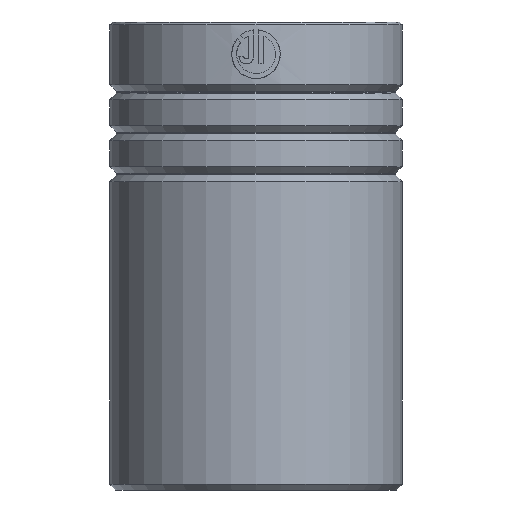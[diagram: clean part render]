
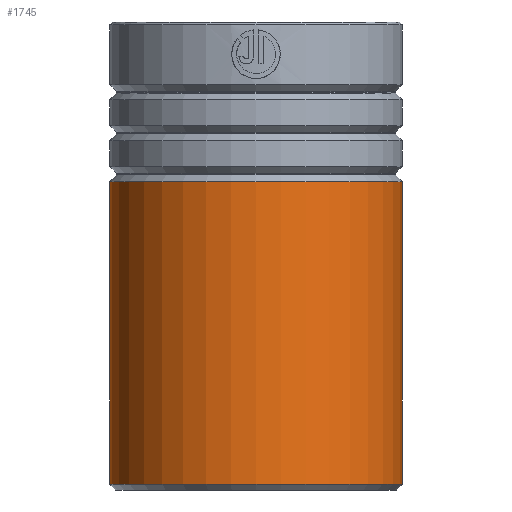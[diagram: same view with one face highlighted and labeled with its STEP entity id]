
A CAD part, front view. The second image highlights one B-rep face of the part: STEP entity #1745.
In plain terms, the highlighted cylindrical face has radius 25 mm (diameter 50 mm), a partial arc.
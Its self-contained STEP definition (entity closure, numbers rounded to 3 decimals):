
#1 = ORIENTED_EDGE ( 'NONE', *, *, #13, .T. ) ;
#13 = EDGE_CURVE ( 'NONE', #2432, #512, #187, .T. ) ;
#80 = VERTEX_POINT ( 'NONE', #478 ) ;
#187 = CIRCLE ( 'NONE', #2646, 25. ) ;
#191 = AXIS2_PLACEMENT_3D ( 'NONE', #1192, #2022, #2213 ) ;
#199 = CARTESIAN_POINT ( 'NONE',  ( 25., 0., 80. ) ) ;
#211 = DIRECTION ( 'NONE',  ( -1., 0., 0. ) ) ;
#265 = EDGE_CURVE ( 'NONE', #80, #2432, #1560, .T. ) ;
#305 = DIRECTION ( 'NONE',  ( 0., 0., -1. ) ) ;
#385 = ORIENTED_EDGE ( 'NONE', *, *, #1939, .F. ) ;
#478 = CARTESIAN_POINT ( 'NONE',  ( -25., 0., 52.717 ) ) ;
#512 = VERTEX_POINT ( 'NONE', #873 ) ;
#536 = CARTESIAN_POINT ( 'NONE',  ( -25., 0., 80. ) ) ;
#560 = CARTESIAN_POINT ( 'NONE',  ( -25., 0., 1. ) ) ;
#578 = CARTESIAN_POINT ( 'NONE',  ( 0., 0., 1. ) ) ;
#606 = ORIENTED_EDGE ( 'NONE', *, *, #265, .T. ) ;
#623 = DIRECTION ( 'NONE',  ( 0., 0., -1. ) ) ;
#653 = EDGE_LOOP ( 'NONE', ( #385, #2320, #606, #1 ) ) ;
#873 = CARTESIAN_POINT ( 'NONE',  ( 25., 0., 1. ) ) ;
#934 = VECTOR ( 'NONE', #1244, 1000. ) ;
#1060 = VECTOR ( 'NONE', #305, 1000. ) ;
#1192 = CARTESIAN_POINT ( 'NONE',  ( 0., 0., 80. ) ) ;
#1244 = DIRECTION ( 'NONE',  ( 0., 0., -1. ) ) ;
#1300 = VERTEX_POINT ( 'NONE', #1775 ) ;
#1416 = DIRECTION ( 'NONE',  ( 0., 0., 1. ) ) ;
#1425 = LINE ( 'NONE', #199, #934 ) ;
#1474 = AXIS2_PLACEMENT_3D ( 'NONE', #1881, #623, #211 ) ;
#1560 = LINE ( 'NONE', #536, #1060 ) ;
#1619 = CYLINDRICAL_SURFACE ( 'NONE', #191, 25. ) ;
#1745 = ADVANCED_FACE ( 'NONE', ( #2170 ), #1619, .T. ) ;
#1775 = CARTESIAN_POINT ( 'NONE',  ( 25., 0., 52.717 ) ) ;
#1881 = CARTESIAN_POINT ( 'NONE',  ( 0., 0., 52.717 ) ) ;
#1939 = EDGE_CURVE ( 'NONE', #1300, #512, #1425, .T. ) ;
#2022 = DIRECTION ( 'NONE',  ( 0., 0., -1. ) ) ;
#2081 = EDGE_CURVE ( 'NONE', #1300, #80, #2637, .T. ) ;
#2170 = FACE_OUTER_BOUND ( 'NONE', #653, .T. ) ;
#2213 = DIRECTION ( 'NONE',  ( -1., 0., 0. ) ) ;
#2233 = DIRECTION ( 'NONE',  ( 1., 0., 0. ) ) ;
#2320 = ORIENTED_EDGE ( 'NONE', *, *, #2081, .T. ) ;
#2432 = VERTEX_POINT ( 'NONE', #560 ) ;
#2637 = CIRCLE ( 'NONE', #1474, 25. ) ;
#2646 = AXIS2_PLACEMENT_3D ( 'NONE', #578, #1416, #2233 ) ;
